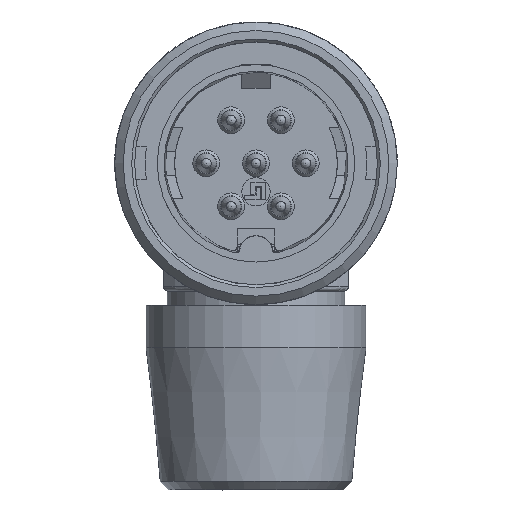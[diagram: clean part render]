
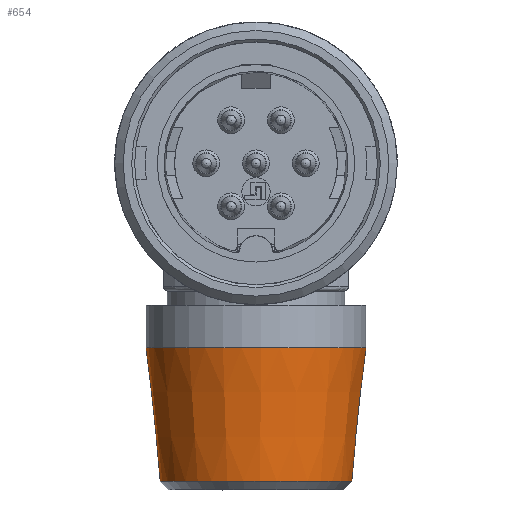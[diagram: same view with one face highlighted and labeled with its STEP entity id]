
A CAD part, left-side view. The second image highlights one B-rep face of the part: STEP entity #654.
In plain terms, the highlighted conical face has half-angle 6.072 degrees and reference radius 6.75 mm.
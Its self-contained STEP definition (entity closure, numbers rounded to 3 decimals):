
#46=CONICAL_SURFACE('',#8343,6.75,6.072);
#489=FACE_BOUND('',#1797,.T.);
#490=FACE_BOUND('',#1798,.T.);
#654=ADVANCED_FACE('',(#489,#490),#46,.T.);
#1797=EDGE_LOOP('',(#2742));
#1798=EDGE_LOOP('',(#2743));
#2307=CIRCLE('',#8340,7.75);
#2308=CIRCLE('',#8342,6.75);
#2742=ORIENTED_EDGE('',*,*,#5839,.F.);
#2743=ORIENTED_EDGE('',*,*,#5840,.T.);
#5003=VERTEX_POINT('',#11966);
#5004=VERTEX_POINT('',#11969);
#5839=EDGE_CURVE('',#5003,#5003,#2307,.T.);
#5840=EDGE_CURVE('',#5004,#5004,#2308,.T.);
#8340=AXIS2_PLACEMENT_3D('',#11965,#9162,#9163);
#8342=AXIS2_PLACEMENT_3D('',#11968,#9166,#9167);
#8343=AXIS2_PLACEMENT_3D('',#11970,#9168,#9169);
#9162=DIRECTION('',(0.,0.,1.));
#9163=DIRECTION('',(0.924,0.383,0.));
#9166=DIRECTION('',(0.,0.,1.));
#9167=DIRECTION('',(0.924,0.383,0.));
#9168=DIRECTION('',(0.,0.,1.));
#9169=DIRECTION('',(0.924,0.383,0.));
#11965=CARTESIAN_POINT('',(17.8,0.,-13.));
#11966=CARTESIAN_POINT('',(24.959,2.969,-13.));
#11968=CARTESIAN_POINT('',(17.8,0.,-22.4));
#11969=CARTESIAN_POINT('',(24.035,2.586,-22.4));
#11970=CARTESIAN_POINT('',(17.8,0.,-22.4));
